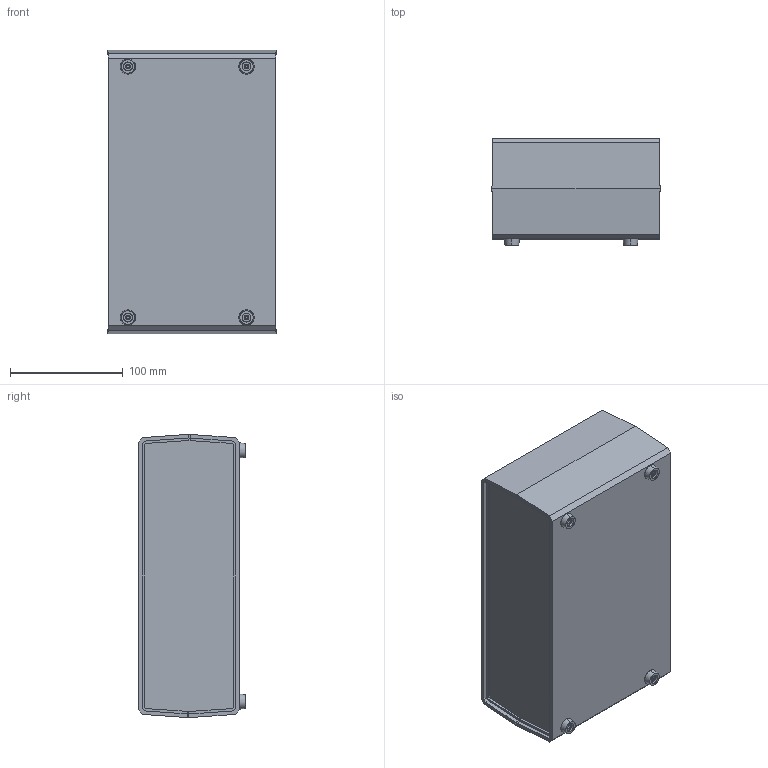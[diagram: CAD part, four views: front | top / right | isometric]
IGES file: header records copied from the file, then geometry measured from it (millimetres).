
Start section: SolidWorks IGES file using analytic representation for surfaces
Global section: file name: Z 15.IGS; native system: SolidWorks 2009; preprocessor: SolidWorks 2009; author: user; date: 100617.102251; units: millimetre
Bounding box: 148.9 x 94.5 x 251 mm (x, y, z)
Surface area: 310864.4 mm2 (no closed solid volume)
Topology: 0 solids, 0 shells, 412 faces, 5240 edges, 5240 vertices
Faces by surface type: bspline 292, revolution 120
